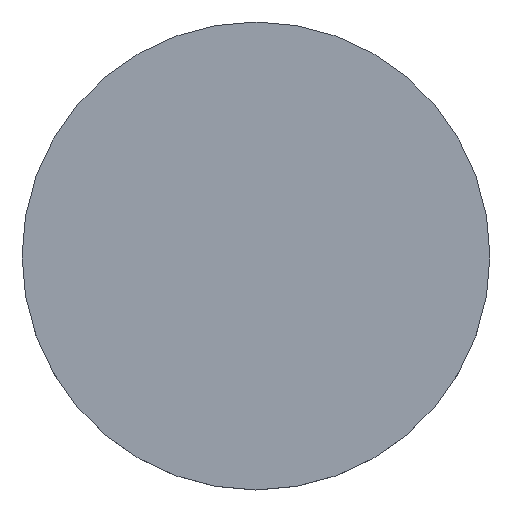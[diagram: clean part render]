
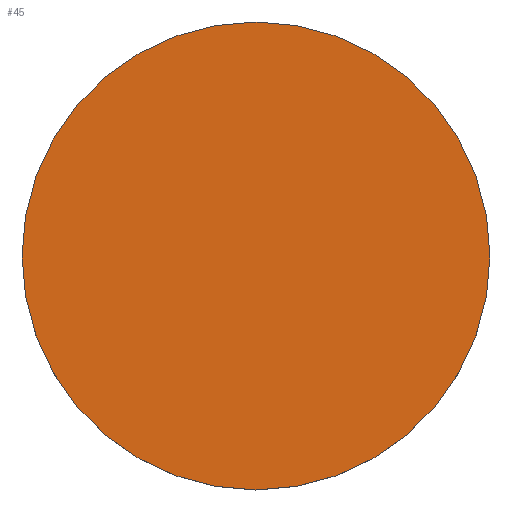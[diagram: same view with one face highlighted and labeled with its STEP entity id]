
A CAD part, top view. The second image highlights one B-rep face of the part: STEP entity #45.
In plain terms, the highlighted planar face has unit normal (0, 0, 1).
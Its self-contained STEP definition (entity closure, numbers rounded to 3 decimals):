
#38=PLANE('',#134);
#40=FACE_OUTER_BOUND('',#64,.T.);
#45=ADVANCED_FACE('',(#40),#38,.T.);
#64=EDGE_LOOP('',(#74));
#74=ORIENTED_EDGE('',*,*,#83,.F.);
#78=VERTEX_POINT('',#176);
#83=EDGE_CURVE('',#78,#78,#88,.T.);
#88=CIRCLE('',#126,24.);
#126=AXIS2_PLACEMENT_3D('',#175,#146,#147);
#134=AXIS2_PLACEMENT_3D('',#187,#162,#163);
#146=DIRECTION('',(0.,0.,-1.));
#147=DIRECTION('',(1.,0.,0.));
#162=DIRECTION('',(0.,0.,1.));
#163=DIRECTION('',(1.,0.,0.));
#175=CARTESIAN_POINT('',(0.,0.,0.));
#176=CARTESIAN_POINT('',(24.,0.,0.));
#187=CARTESIAN_POINT('',(0.,0.,0.));
